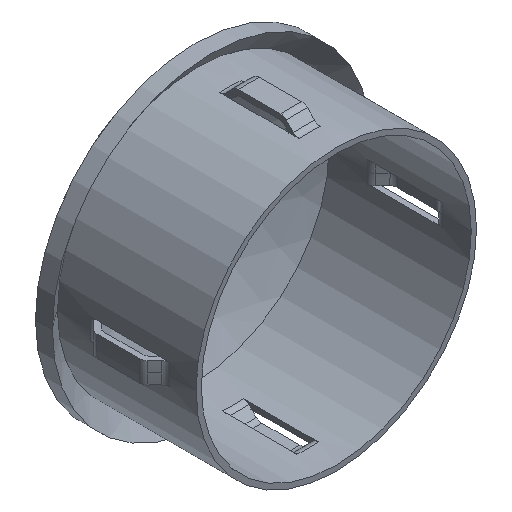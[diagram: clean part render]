
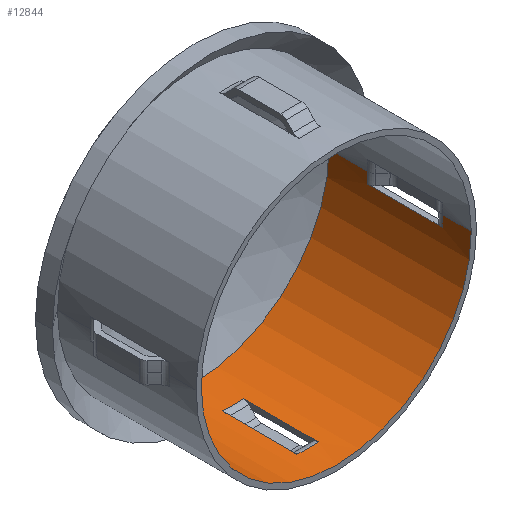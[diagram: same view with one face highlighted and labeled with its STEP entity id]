
A CAD part, isometric view. The second image highlights one B-rep face of the part: STEP entity #12844.
In plain terms, the highlighted cylindrical face has radius 25.5 mm (diameter 51 mm), a partial arc.
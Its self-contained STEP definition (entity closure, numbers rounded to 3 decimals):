
#24 = CIRCLE ( 'NONE', #10425, 25.5 ) ;
#73 = VECTOR ( 'NONE', #10206, 1000. ) ;
#126 = EDGE_CURVE ( 'NONE', #4200, #12732, #2209, .T. ) ;
#220 = VERTEX_POINT ( 'NONE', #2466 ) ;
#266 = EDGE_CURVE ( 'NONE', #6447, #12217, #13176, .T. ) ;
#313 = ORIENTED_EDGE ( 'NONE', *, *, #6203, .T. ) ;
#384 = CARTESIAN_POINT ( 'NONE',  ( -25.5, 5.429, 0. ) ) ;
#449 = CARTESIAN_POINT ( 'NONE',  ( 25.421, 5.429, -2. ) ) ;
#489 = AXIS2_PLACEMENT_3D ( 'NONE', #2733, #10656, #4948 ) ;
#503 = LINE ( 'NONE', #4053, #4245 ) ;
#561 = CIRCLE ( 'NONE', #9381, 25.5 ) ;
#720 = CARTESIAN_POINT ( 'NONE',  ( 25.5, 34.3, 0. ) ) ;
#842 = EDGE_CURVE ( 'NONE', #7041, #5497, #6825, .T. ) ;
#1010 = DIRECTION ( 'NONE',  ( 0., -1., 0. ) ) ;
#1026 = DIRECTION ( 'NONE',  ( 0., -1., 0. ) ) ;
#1150 = CARTESIAN_POINT ( 'NONE',  ( 25.421, 19.586, -2. ) ) ;
#1263 = CARTESIAN_POINT ( 'NONE',  ( 0., 5.429, 0. ) ) ;
#1370 = ORIENTED_EDGE ( 'NONE', *, *, #266, .T. ) ;
#1399 = DIRECTION ( 'NONE',  ( 1., 0., 0. ) ) ;
#1405 = DIRECTION ( 'NONE',  ( 0., -1., 0. ) ) ;
#1655 = DIRECTION ( 'NONE',  ( 1., 0., 0. ) ) ;
#1877 = DIRECTION ( 'NONE',  ( 0., -1., 0. ) ) ;
#2028 = CARTESIAN_POINT ( 'NONE',  ( 0., 34.3, 0. ) ) ;
#2070 = DIRECTION ( 'NONE',  ( 0., -1., 0. ) ) ;
#2082 = VECTOR ( 'NONE', #12179, 1000. ) ;
#2209 = LINE ( 'NONE', #3289, #73 ) ;
#2431 = CARTESIAN_POINT ( 'NONE',  ( -25.421, 19.586, -2. ) ) ;
#2466 = CARTESIAN_POINT ( 'NONE',  ( 25.5, 19.586, 0. ) ) ;
#2664 = CIRCLE ( 'NONE', #12862, 25.5 ) ;
#2685 = CARTESIAN_POINT ( 'NONE',  ( -25.5, 26.875, 0. ) ) ;
#2733 = CARTESIAN_POINT ( 'NONE',  ( 0., 0., 0. ) ) ;
#3032 = CARTESIAN_POINT ( 'NONE',  ( 0., 19.586, 0. ) ) ;
#3056 = DIRECTION ( 'NONE',  ( 0., -1., 0. ) ) ;
#3289 = CARTESIAN_POINT ( 'NONE',  ( -25.5, 34.3, 0. ) ) ;
#3358 = CARTESIAN_POINT ( 'NONE',  ( 25.5, 5.429, 0. ) ) ;
#3460 = CARTESIAN_POINT ( 'NONE',  ( 2., 5.429, -25.421 ) ) ;
#3501 = DIRECTION ( 'NONE',  ( 1., 0., 0. ) ) ;
#3554 = ORIENTED_EDGE ( 'NONE', *, *, #6013, .T. ) ;
#3584 = EDGE_LOOP ( 'NONE', ( #3709, #1370, #3554, #5392, #7414, #11149, #12277, #11913, #4982, #12799, #313, #10633 ) ) ;
#3709 = ORIENTED_EDGE ( 'NONE', *, *, #11421, .F. ) ;
#3721 = DIRECTION ( 'NONE',  ( 0., -1., 0. ) ) ;
#3749 = EDGE_CURVE ( 'NONE', #4187, #10086, #4682, .T. ) ;
#3813 = CARTESIAN_POINT ( 'NONE',  ( 25.5, 0., 0. ) ) ;
#4030 = CARTESIAN_POINT ( 'NONE',  ( -25.5, 0., 0. ) ) ;
#4053 = CARTESIAN_POINT ( 'NONE',  ( 25.5, 34.3, 0. ) ) ;
#4187 = VERTEX_POINT ( 'NONE', #2431 ) ;
#4200 = VERTEX_POINT ( 'NONE', #384 ) ;
#4245 = VECTOR ( 'NONE', #3056, 1000. ) ;
#4410 = CARTESIAN_POINT ( 'NONE',  ( -25.421, 5.429, -2. ) ) ;
#4502 = CARTESIAN_POINT ( 'NONE',  ( 2., 20., -25.421 ) ) ;
#4621 = EDGE_CURVE ( 'NONE', #5646, #8923, #561, .T. ) ;
#4682 = LINE ( 'NONE', #8429, #10323 ) ;
#4853 = DIRECTION ( 'NONE',  ( 1., 0., 0. ) ) ;
#4948 = DIRECTION ( 'NONE',  ( 1., 0., 0. ) ) ;
#4982 = ORIENTED_EDGE ( 'NONE', *, *, #842, .F. ) ;
#5253 = EDGE_CURVE ( 'NONE', #4200, #10086, #7831, .T. ) ;
#5392 = ORIENTED_EDGE ( 'NONE', *, *, #3749, .T. ) ;
#5497 = VERTEX_POINT ( 'NONE', #3358 ) ;
#5516 = CARTESIAN_POINT ( 'NONE',  ( -2., 20., -25.421 ) ) ;
#5540 = CARTESIAN_POINT ( 'NONE',  ( 2., 19.586, -25.421 ) ) ;
#5646 = VERTEX_POINT ( 'NONE', #9446 ) ;
#5675 = VECTOR ( 'NONE', #7857, 1000. ) ;
#6013 = EDGE_CURVE ( 'NONE', #12217, #4187, #2664, .T. ) ;
#6041 = ORIENTED_EDGE ( 'NONE', *, *, #12816, .T. ) ;
#6152 = EDGE_CURVE ( 'NONE', #8338, #7041, #14525, .T. ) ;
#6203 = EDGE_CURVE ( 'NONE', #8338, #220, #24, .T. ) ;
#6216 = VECTOR ( 'NONE', #2070, 1000. ) ;
#6447 = VERTEX_POINT ( 'NONE', #2685 ) ;
#6688 = CIRCLE ( 'NONE', #489, 25.5 ) ;
#6825 = CIRCLE ( 'NONE', #11877, 25.5 ) ;
#7041 = VERTEX_POINT ( 'NONE', #449 ) ;
#7414 = ORIENTED_EDGE ( 'NONE', *, *, #5253, .F. ) ;
#7426 = DIRECTION ( 'NONE',  ( 0., -1., 0. ) ) ;
#7441 = EDGE_CURVE ( 'NONE', #11104, #8923, #9395, .T. ) ;
#7485 = DIRECTION ( 'NONE',  ( 1., 0., 0. ) ) ;
#7831 = CIRCLE ( 'NONE', #10043, 25.5 ) ;
#7857 = DIRECTION ( 'NONE',  ( 0., -1., 0. ) ) ;
#7888 = AXIS2_PLACEMENT_3D ( 'NONE', #14018, #14120, #1655 ) ;
#8087 = CARTESIAN_POINT ( 'NONE',  ( -25.5, 34.3, 0. ) ) ;
#8148 = CARTESIAN_POINT ( 'NONE',  ( 0., 19.586, 0. ) ) ;
#8338 = VERTEX_POINT ( 'NONE', #1150 ) ;
#8429 = CARTESIAN_POINT ( 'NONE',  ( -25.421, 20., -2. ) ) ;
#8659 = VERTEX_POINT ( 'NONE', #14073 ) ;
#8690 = EDGE_CURVE ( 'NONE', #8659, #220, #503, .T. ) ;
#8774 = EDGE_CURVE ( 'NONE', #5497, #13942, #14678, .T. ) ;
#8802 = ORIENTED_EDGE ( 'NONE', *, *, #4621, .F. ) ;
#8923 = VERTEX_POINT ( 'NONE', #3460 ) ;
#8964 = CYLINDRICAL_SURFACE ( 'NONE', #13370, 25.5 ) ;
#9292 = DIRECTION ( 'NONE',  ( 0., -1., 0. ) ) ;
#9381 = AXIS2_PLACEMENT_3D ( 'NONE', #1263, #11444, #13659 ) ;
#9395 = LINE ( 'NONE', #4502, #5675 ) ;
#9446 = CARTESIAN_POINT ( 'NONE',  ( -2., 5.429, -25.421 ) ) ;
#9495 = VECTOR ( 'NONE', #1405, 1000. ) ;
#9909 = CARTESIAN_POINT ( 'NONE',  ( -2., 19.586, -25.421 ) ) ;
#9930 = DIRECTION ( 'NONE',  ( 0., -1., 0. ) ) ;
#9959 = CARTESIAN_POINT ( 'NONE',  ( 0., 19.586, 0. ) ) ;
#10029 = FACE_BOUND ( 'NONE', #11060, .T. ) ;
#10043 = AXIS2_PLACEMENT_3D ( 'NONE', #11754, #12659, #1399 ) ;
#10062 = CARTESIAN_POINT ( 'NONE',  ( 25.421, 20., -2. ) ) ;
#10086 = VERTEX_POINT ( 'NONE', #4410 ) ;
#10206 = DIRECTION ( 'NONE',  ( 0., -1., 0. ) ) ;
#10323 = VECTOR ( 'NONE', #7426, 1000. ) ;
#10378 = CARTESIAN_POINT ( 'NONE',  ( -25.5, 19.586, 0. ) ) ;
#10425 = AXIS2_PLACEMENT_3D ( 'NONE', #9959, #1026, #14382 ) ;
#10472 = CARTESIAN_POINT ( 'NONE',  ( 0., 5.429, 0. ) ) ;
#10633 = ORIENTED_EDGE ( 'NONE', *, *, #8690, .F. ) ;
#10656 = DIRECTION ( 'NONE',  ( 0., -1., 0. ) ) ;
#11060 = EDGE_LOOP ( 'NONE', ( #8802, #12681, #6041, #14507 ) ) ;
#11093 = DIRECTION ( 'NONE',  ( 1., 0., 0. ) ) ;
#11096 = CIRCLE ( 'NONE', #7888, 25.5 ) ;
#11104 = VERTEX_POINT ( 'NONE', #5540 ) ;
#11115 = AXIS2_PLACEMENT_3D ( 'NONE', #3032, #1877, #11093 ) ;
#11149 = ORIENTED_EDGE ( 'NONE', *, *, #126, .T. ) ;
#11399 = EDGE_CURVE ( 'NONE', #12732, #13942, #6688, .T. ) ;
#11421 = EDGE_CURVE ( 'NONE', #6447, #8659, #11096, .T. ) ;
#11444 = DIRECTION ( 'NONE',  ( 0., -1., 0. ) ) ;
#11601 = FACE_OUTER_BOUND ( 'NONE', #3584, .T. ) ;
#11754 = CARTESIAN_POINT ( 'NONE',  ( 0., 5.429, 0. ) ) ;
#11877 = AXIS2_PLACEMENT_3D ( 'NONE', #10472, #3721, #4853 ) ;
#11913 = ORIENTED_EDGE ( 'NONE', *, *, #8774, .F. ) ;
#12007 = VERTEX_POINT ( 'NONE', #9909 ) ;
#12179 = DIRECTION ( 'NONE',  ( 0., -1., 0. ) ) ;
#12217 = VERTEX_POINT ( 'NONE', #10378 ) ;
#12277 = ORIENTED_EDGE ( 'NONE', *, *, #11399, .T. ) ;
#12659 = DIRECTION ( 'NONE',  ( 0., -1., 0. ) ) ;
#12681 = ORIENTED_EDGE ( 'NONE', *, *, #13294, .F. ) ;
#12732 = VERTEX_POINT ( 'NONE', #4030 ) ;
#12799 = ORIENTED_EDGE ( 'NONE', *, *, #6152, .F. ) ;
#12816 = EDGE_CURVE ( 'NONE', #12007, #11104, #14609, .T. ) ;
#12844 = ADVANCED_FACE ( 'NONE', ( #10029, #11601 ), #8964, .F. ) ;
#12862 = AXIS2_PLACEMENT_3D ( 'NONE', #8148, #9292, #3501 ) ;
#13168 = VECTOR ( 'NONE', #1010, 1000. ) ;
#13176 = LINE ( 'NONE', #8087, #9495 ) ;
#13294 = EDGE_CURVE ( 'NONE', #12007, #5646, #13713, .T. ) ;
#13370 = AXIS2_PLACEMENT_3D ( 'NONE', #2028, #9930, #7485 ) ;
#13659 = DIRECTION ( 'NONE',  ( 1., 0., 0. ) ) ;
#13713 = LINE ( 'NONE', #5516, #13168 ) ;
#13942 = VERTEX_POINT ( 'NONE', #3813 ) ;
#14018 = CARTESIAN_POINT ( 'NONE',  ( 0., 26.875, 0. ) ) ;
#14073 = CARTESIAN_POINT ( 'NONE',  ( 25.5, 26.875, 0. ) ) ;
#14120 = DIRECTION ( 'NONE',  ( 0., -1., 0. ) ) ;
#14382 = DIRECTION ( 'NONE',  ( 1., 0., 0. ) ) ;
#14507 = ORIENTED_EDGE ( 'NONE', *, *, #7441, .T. ) ;
#14525 = LINE ( 'NONE', #10062, #6216 ) ;
#14609 = CIRCLE ( 'NONE', #11115, 25.5 ) ;
#14678 = LINE ( 'NONE', #720, #2082 ) ;
